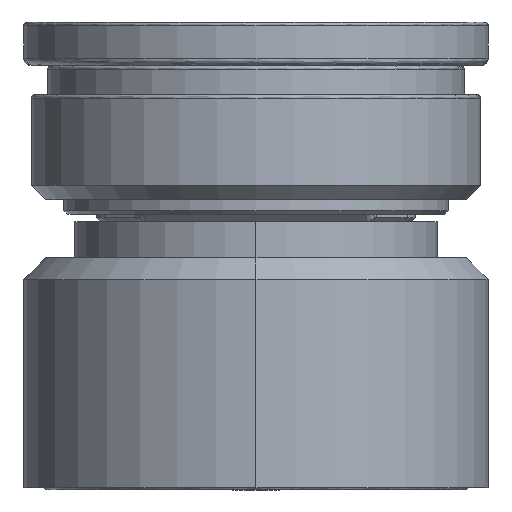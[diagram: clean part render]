
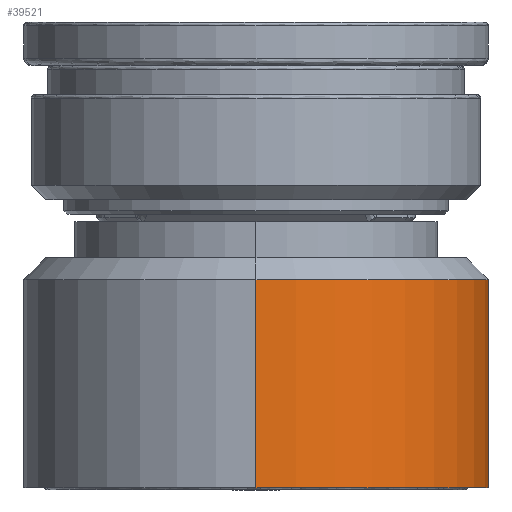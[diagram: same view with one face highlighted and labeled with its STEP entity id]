
A CAD part, left-side view. The second image highlights one B-rep face of the part: STEP entity #39521.
In plain terms, the highlighted cylindrical face has radius 32 mm (diameter 64 mm), a partial arc.
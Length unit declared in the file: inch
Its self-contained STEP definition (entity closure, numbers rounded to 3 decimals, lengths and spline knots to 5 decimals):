
#604 = EDGE_CURVE ( 'NONE', #24883, #6770, #34176, .T. ) ;
#1330 = DIRECTION ( 'NONE',  ( -1., 0., 0. ) ) ;
#2597 = DIRECTION ( 'NONE',  ( 0., 0., 1. ) ) ;
#2873 = CARTESIAN_POINT ( 'NONE',  ( 0., 0., 0. ) ) ;
#6360 = CIRCLE ( 'NONE', #9814, 1.25984 ) ;
#6770 = VERTEX_POINT ( 'NONE', #30635 ) ;
#7160 = DIRECTION ( 'NONE',  ( 0., 0., 1. ) ) ;
#8027 = ORIENTED_EDGE ( 'NONE', *, *, #604, .T. ) ;
#9814 = AXIS2_PLACEMENT_3D ( 'NONE', #26193, #30660, #44383 ) ;
#14015 = CYLINDRICAL_SURFACE ( 'NONE', #56371, 1.25984 ) ;
#18339 = CARTESIAN_POINT ( 'NONE',  ( 0., -1.25984, 0. ) ) ;
#20833 = CARTESIAN_POINT ( 'NONE',  ( -1.25984, 0., 0. ) ) ;
#21372 = EDGE_CURVE ( 'NONE', #6770, #35933, #6360, .T. ) ;
#24051 = VECTOR ( 'NONE', #33075, 39.37008 ) ;
#24883 = VERTEX_POINT ( 'NONE', #18339 ) ;
#26193 = CARTESIAN_POINT ( 'NONE',  ( 0., 0., 1.12992 ) ) ;
#27677 = DIRECTION ( 'NONE',  ( 0., 0., -1. ) ) ;
#30635 = CARTESIAN_POINT ( 'NONE',  ( 0., -1.25984, 1.12992 ) ) ;
#30660 = DIRECTION ( 'NONE',  ( 0., 0., -1. ) ) ;
#31467 = EDGE_CURVE ( 'NONE', #35933, #44412, #35953, .T. ) ;
#33075 = DIRECTION ( 'NONE',  ( 0., 0., -1. ) ) ;
#34176 = LINE ( 'NONE', #41651, #36971 ) ;
#34242 = EDGE_LOOP ( 'NONE', ( #52186, #51370, #50445, #8027 ) ) ;
#35102 = CIRCLE ( 'NONE', #46278, 1.25984 ) ;
#35933 = VERTEX_POINT ( 'NONE', #36878 ) ;
#35953 = LINE ( 'NONE', #49977, #24051 ) ;
#36878 = CARTESIAN_POINT ( 'NONE',  ( -1.25984, 0., 1.12992 ) ) ;
#36971 = VECTOR ( 'NONE', #2597, 39.37008 ) ;
#39521 = ADVANCED_FACE ( 'NONE', ( #51116 ), #14015, .T. ) ;
#41651 = CARTESIAN_POINT ( 'NONE',  ( 0., -1.25984, 1.24803 ) ) ;
#44383 = DIRECTION ( 'NONE',  ( -1., 0., 0. ) ) ;
#44412 = VERTEX_POINT ( 'NONE', #20833 ) ;
#46278 = AXIS2_PLACEMENT_3D ( 'NONE', #2873, #7160, #47850 ) ;
#47850 = DIRECTION ( 'NONE',  ( -1., 0., 0. ) ) ;
#49977 = CARTESIAN_POINT ( 'NONE',  ( -1.25984, 0., 1.24803 ) ) ;
#50016 = CARTESIAN_POINT ( 'NONE',  ( 0., 0., 1.24803 ) ) ;
#50445 = ORIENTED_EDGE ( 'NONE', *, *, #51938, .T. ) ;
#51116 = FACE_OUTER_BOUND ( 'NONE', #34242, .T. ) ;
#51370 = ORIENTED_EDGE ( 'NONE', *, *, #31467, .T. ) ;
#51938 = EDGE_CURVE ( 'NONE', #44412, #24883, #35102, .T. ) ;
#52186 = ORIENTED_EDGE ( 'NONE', *, *, #21372, .T. ) ;
#56371 = AXIS2_PLACEMENT_3D ( 'NONE', #50016, #27677, #1330 ) ;
